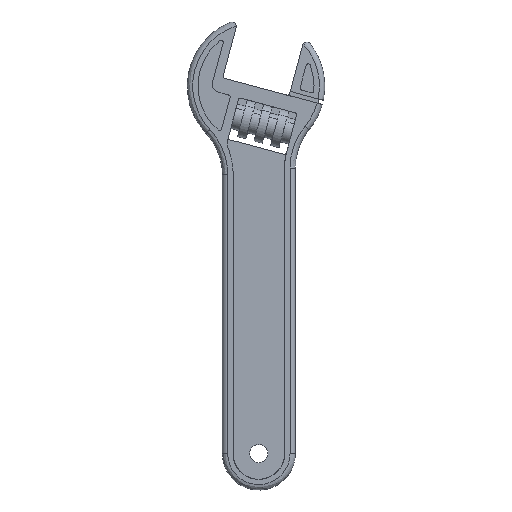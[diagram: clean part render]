
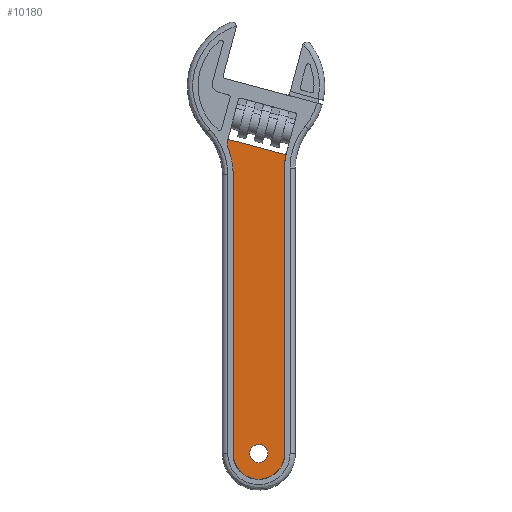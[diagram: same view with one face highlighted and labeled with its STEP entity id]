
A CAD part, top view. The second image highlights one B-rep face of the part: STEP entity #10180.
In plain terms, the highlighted planar face has unit normal (0, 0, 1).
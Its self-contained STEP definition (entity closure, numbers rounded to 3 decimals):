
#1710=CARTESIAN_POINT('',(-6.701,26.638,1.006));
#1711=VERTEX_POINT('',#1710);
#1720=CARTESIAN_POINT('',(-6.625,27.014,1.006));
#1721=VERTEX_POINT('',#1720);
#1722=CARTESIAN_POINT('',(-3.71,26.232,1.006));
#1723=DIRECTION('',(0.,0.,-1.0));
#1724=DIRECTION('',(-0.929,-0.37,0.));
#1725=AXIS2_PLACEMENT_3D('',#1722,#1723,#1724);
#1726=CIRCLE('',#1725,3.018);
#1727=EDGE_CURVE('',#1711,#1721,#1726,.T.);
#1777=CARTESIAN_POINT('',(6.551,23.715,1.006));
#1778=VERTEX_POINT('',#1777);
#1802=CARTESIAN_POINT('',(-5.384,20.23,1.006));
#1803=VERTEX_POINT('',#1802);
#1843=CARTESIAN_POINT('',(-5.337,18.977,1.006));
#1844=VERTEX_POINT('',#1843);
#1851=CARTESIAN_POINT('',(-21.936,18.977,1.006));
#1852=DIRECTION('',(0.0,0.0,-1.0));
#1853=DIRECTION('',(0.929,0.37,0.0));
#1854=AXIS2_PLACEMENT_3D('',#1851,#1852,#1853);
#1855=CIRCLE('',#1854,16.599);
#1856=EDGE_CURVE('',#1803,#1844,#1855,.T.);
#1914=CARTESIAN_POINT('',(-4.213,-49.874,1.006));
#1915=VERTEX_POINT('',#1914);
#1924=CARTESIAN_POINT('',(-5.337,-46.366,1.006));
#1925=VERTEX_POINT('',#1924);
#1926=CARTESIAN_POINT('',(0.699,-46.366,1.006));
#1927=DIRECTION('',(0.0,0.0,-1.0));
#1928=DIRECTION('',(1.0,0.0,0.0));
#1929=AXIS2_PLACEMENT_3D('',#1926,#1927,#1928);
#1930=CIRCLE('',#1929,6.036);
#1931=EDGE_CURVE('',#1915,#1925,#1930,.T.);
#2737=CARTESIAN_POINT('',(6.909,22.878,1.006));
#2738=VERTEX_POINT('',#2737);
#2747=CARTESIAN_POINT('',(6.735,20.481,1.006));
#2748=VERTEX_POINT('',#2747);
#2749=CARTESIAN_POINT('',(23.334,20.481,1.006));
#2750=DIRECTION('',(0.,0.,1.0));
#2751=DIRECTION('',(-0.984,0.18,0.));
#2752=AXIS2_PLACEMENT_3D('',#2749,#2750,#2751);
#2753=CIRCLE('',#2752,16.599);
#2754=EDGE_CURVE('',#2738,#2748,#2753,.T.);
#4389=CARTESIAN_POINT('',(0.078,-48.386,1.006));
#4390=VERTEX_POINT('',#4389);
#4399=CARTESIAN_POINT('',(2.812,-46.366,1.006));
#4400=VERTEX_POINT('',#4399);
#4401=CARTESIAN_POINT('',(0.699,-46.366,1.006));
#4402=DIRECTION('',(0.0,0.0,1.0));
#4403=DIRECTION('',(-1.0,0.0,0.0));
#4404=AXIS2_PLACEMENT_3D('',#4401,#4402,#4403);
#4405=CIRCLE('',#4404,2.113);
#4406=EDGE_CURVE('',#4390,#4400,#4405,.T.);
#4433=CARTESIAN_POINT('',(1.32,-44.347,1.006));
#4434=VERTEX_POINT('',#4433);
#4449=CARTESIAN_POINT('',(0.699,-46.366,1.006));
#4450=DIRECTION('',(0.0,0.0,1.0));
#4451=DIRECTION('',(1.0,0.0,0.0));
#4452=AXIS2_PLACEMENT_3D('',#4449,#4450,#4451);
#4453=CIRCLE('',#4452,2.113);
#4454=EDGE_CURVE('',#4400,#4434,#4453,.T.);
#4616=CARTESIAN_POINT('',(-6.567,27.23,1.006));
#4617=VERTEX_POINT('',#4616);
#4618=CARTESIAN_POINT('',(-6.085,27.101,1.006));
#4619=VERTEX_POINT('',#4618);
#4620=CARTESIAN_POINT('',(-6.567,27.23,1.006));
#4621=CARTESIAN_POINT('',(-6.406,27.187,1.006));
#4622=CARTESIAN_POINT('',(-6.245,27.144,1.006));
#4623=CARTESIAN_POINT('',(-6.083,27.101,1.006));
#4624=CARTESIAN_POINT('',(-6.093,27.104,1.006));
#4625=CARTESIAN_POINT('',(-6.104,27.107,1.006));
#4626=CARTESIAN_POINT('',(-6.114,27.11,1.006));
#4627=CARTESIAN_POINT('',(-6.17,27.129,1.006));
#4628=CARTESIAN_POINT('',(-6.278,27.189,1.006));
#4629=CARTESIAN_POINT('',(-6.396,27.329,1.006));
#4630=CARTESIAN_POINT('',(-6.458,27.502,1.006));
#4631=CARTESIAN_POINT('',(-6.456,27.624,1.006));
#4632=CARTESIAN_POINT('',(-6.445,27.683,1.006));
#4633=CARTESIAN_POINT('',(-6.442,27.693,1.006));
#4634=CARTESIAN_POINT('',(-6.44,27.704,1.006));
#4635=CARTESIAN_POINT('',(-6.437,27.714,1.006));
#4636=CARTESIAN_POINT('',(-6.481,27.553,1.006));
#4637=CARTESIAN_POINT('',(-6.524,27.392,1.006));
#4638=CARTESIAN_POINT('',(-6.567,27.23,1.006));
#4639=B_SPLINE_CURVE_WITH_KNOTS('',3,(#4620,#4621,#4622,#4623,#4624,#4625,#4626,#4627,#4628,#4629,#4630,#4631,#4632,#4633,#4634,#4635,#4636,#4637,#4638),.UNSPECIFIED.,.T.,.U.,(4,3,3,1,1,1,3,3,4),(0.0,0.281,0.299,0.399,0.5,0.601,0.701,0.719,1.0),.UNSPECIFIED.);
#4640=EDGE_CURVE('',#4617,#4619,#4639,.T.);
#4732=CARTESIAN_POINT('',(-1.414,-46.366,1.006));
#4733=VERTEX_POINT('',#4732);
#4734=CARTESIAN_POINT('',(0.699,-46.366,1.006));
#4735=DIRECTION('',(0.0,0.0,1.0));
#4736=DIRECTION('',(1.0,0.0,0.0));
#4737=AXIS2_PLACEMENT_3D('',#4734,#4735,#4736);
#4738=CIRCLE('',#4737,2.113);
#4739=EDGE_CURVE('',#4434,#4733,#4738,.T.);
#4741=CARTESIAN_POINT('',(0.699,-46.366,1.006));
#4742=DIRECTION('',(0.0,0.0,1.0));
#4743=DIRECTION('',(-1.0,0.0,0.0));
#4744=AXIS2_PLACEMENT_3D('',#4741,#4742,#4743);
#4745=CIRCLE('',#4744,2.113);
#4746=EDGE_CURVE('',#4733,#4390,#4745,.T.);
#8352=CARTESIAN_POINT('',(7.006,23.471,1.006));
#8353=VERTEX_POINT('',#8352);
#8360=CARTESIAN_POINT('',(23.334,20.481,1.006));
#8361=DIRECTION('',(0.,0.,1.0));
#8362=DIRECTION('',(-0.984,0.18,0.));
#8363=AXIS2_PLACEMENT_3D('',#8360,#8361,#8362);
#8364=CIRCLE('',#8363,16.599);
#8365=EDGE_CURVE('',#8353,#2738,#8364,.T.);
#8785=CARTESIAN_POINT('',(6.735,-46.366,1.006));
#8786=VERTEX_POINT('',#8785);
#8787=CARTESIAN_POINT('',(6.735,20.481,1.006));
#8788=DIRECTION('',(0.0,-1.0,0.0));
#8789=VECTOR('',#8788,66.848);
#8790=LINE('',#8787,#8789);
#8791=EDGE_CURVE('',#2748,#8786,#8790,.T.);
#9454=CARTESIAN_POINT('',(0.699,-46.366,1.006));
#9455=DIRECTION('',(0.0,0.0,-1.0));
#9456=DIRECTION('',(1.0,0.0,0.0));
#9457=AXIS2_PLACEMENT_3D('',#9454,#9455,#9456);
#9458=CIRCLE('',#9457,6.036);
#9459=EDGE_CURVE('',#8786,#1915,#9458,.T.);
#9982=CARTESIAN_POINT('',(-5.337,18.977,1.006));
#9983=DIRECTION('',(0.0,-1.0,0.0));
#9984=VECTOR('',#9983,65.344);
#9985=LINE('',#9982,#9984);
#9986=EDGE_CURVE('',#1844,#1925,#9985,.T.);
#10033=CARTESIAN_POINT('',(-6.514,25.116,1.006));
#10034=VERTEX_POINT('',#10033);
#10035=CARTESIAN_POINT('',(-21.936,18.977,1.006));
#10036=DIRECTION('',(0.0,0.0,-1.0));
#10037=DIRECTION('',(0.929,0.37,0.0));
#10038=AXIS2_PLACEMENT_3D('',#10035,#10036,#10037);
#10039=CIRCLE('',#10038,16.599);
#10040=EDGE_CURVE('',#10034,#1803,#10039,.T.);
#10102=CARTESIAN_POINT('',(6.551,23.715,1.006));
#10103=DIRECTION('',(-0.966,0.259,0.0));
#10104=VECTOR('',#10103,13.082);
#10105=LINE('',#10102,#10104);
#10106=EDGE_CURVE('',#1778,#4619,#10105,.T.);
#10119=CARTESIAN_POINT('',(-3.71,26.232,1.006));
#10120=DIRECTION('',(0.,0.,-1.0));
#10121=DIRECTION('',(-0.929,-0.37,0.));
#10122=AXIS2_PLACEMENT_3D('',#10119,#10120,#10121);
#10123=CIRCLE('',#10122,3.018);
#10124=EDGE_CURVE('',#10034,#1711,#10123,.T.);
#10137=CARTESIAN_POINT('',(-6.567,27.23,1.006));
#10138=DIRECTION('',(-0.259,-0.966,0.0));
#10139=VECTOR('',#10138,0.224);
#10140=LINE('',#10137,#10139);
#10141=EDGE_CURVE('',#4617,#1721,#10140,.T.);
#10148=CARTESIAN_POINT('',(0.106,-12.586,1.006));
#10149=DIRECTION('',(0.0,0.0,1.0));
#10150=DIRECTION('',(1.0,0.0,0.0));
#10151=AXIS2_PLACEMENT_3D('',#10148,#10149,#10150);
#10152=PLANE('',#10151);
#10153=ORIENTED_EDGE('',*,*,#10106,.T.);
#10154=ORIENTED_EDGE('',*,*,#4640,.F.);
#10155=ORIENTED_EDGE('',*,*,#10141,.T.);
#10156=ORIENTED_EDGE('',*,*,#1727,.F.);
#10157=ORIENTED_EDGE('',*,*,#10124,.F.);
#10158=ORIENTED_EDGE('',*,*,#10040,.T.);
#10159=ORIENTED_EDGE('',*,*,#1856,.T.);
#10160=ORIENTED_EDGE('',*,*,#9986,.T.);
#10161=ORIENTED_EDGE('',*,*,#1931,.F.);
#10162=ORIENTED_EDGE('',*,*,#9459,.F.);
#10163=ORIENTED_EDGE('',*,*,#8791,.F.);
#10164=ORIENTED_EDGE('',*,*,#2754,.F.);
#10165=ORIENTED_EDGE('',*,*,#8365,.F.);
#10166=CARTESIAN_POINT('',(7.006,23.471,1.006));
#10167=DIRECTION('',(-0.881,0.473,0.0));
#10168=VECTOR('',#10167,0.517);
#10169=LINE('',#10166,#10168);
#10170=EDGE_CURVE('',#8353,#1778,#10169,.T.);
#10171=ORIENTED_EDGE('',*,*,#10170,.T.);
#10172=EDGE_LOOP('',(#10153,#10154,#10155,#10156,#10157,#10158,#10159,#10160,#10161,#10162,#10163,#10164,#10165,#10171));
#10173=FACE_OUTER_BOUND('',#10172,.T.);
#10174=ORIENTED_EDGE('',*,*,#4746,.F.);
#10175=ORIENTED_EDGE('',*,*,#4739,.F.);
#10176=ORIENTED_EDGE('',*,*,#4454,.F.);
#10177=ORIENTED_EDGE('',*,*,#4406,.F.);
#10178=EDGE_LOOP('',(#10174,#10175,#10176,#10177));
#10179=FACE_BOUND('',#10178,.T.);
#10180=ADVANCED_FACE('',(#10173,#10179),#10152,.T.);
